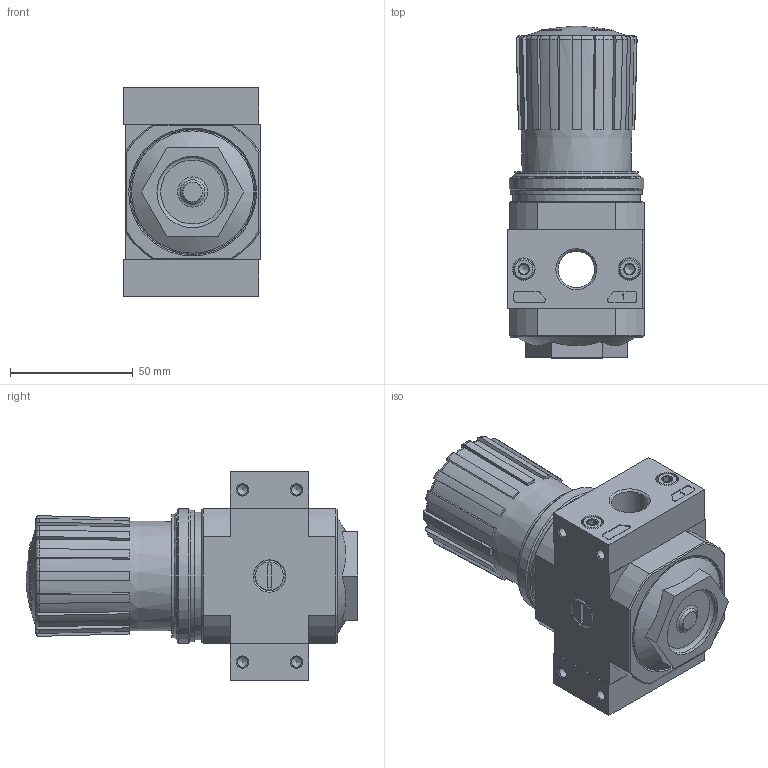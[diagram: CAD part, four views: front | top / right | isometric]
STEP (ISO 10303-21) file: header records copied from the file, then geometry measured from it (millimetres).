
FILE_DESCRIPTION(/* description */ ('STEP AP214'),/* implementation_level */ '2;1');
FILE_NAME(/* name */ '192321_LR-3_8-D-7-O-I-MIDI',/* time_stamp */ '2024-09-04T21:48:18+02:00',/* author */ ('License CC BY-ND 4.0'),/* organization */ ('CADENAS'),/* preprocessor_version */ 'ST-DEVELOPER v19.3',/* originating_system */ 'PARTsolutions',/* authorisation */ ' ');
FILE_SCHEMA (('AUTOMOTIVE_DESIGN {1 0 10303 214 3 1 1}'));
Length unit declared in the file: millimetre
Products named in the file (7): 192321 LR-3/8-D-7-O-I-MIDI-(0); 395469 LR-...-D-7-I-MIDI--(0); 398012 LRVS-D-MINI; 380299 PBL-3/8-D-MIDI-R---(0) p1; DIN-912 - M5x18(F); 380297 PBL-3/8-D-MIDI-L---(1) p1; 373846 LR-MIDI
Assembly tree (10 placements, depth 2):
  192321 LR-3/8-D-7-O-I-MIDI-(0)
    395469 LR-...-D-7-I-MIDI--(0)
    398012 LRVS-D-MINI
    380299 PBL-3/8-D-MIDI-R---(0) p1
    DIN-912 - M5x18(F)  x4
    380297 PBL-3/8-D-MIDI-L---(1) p1
    373846 LR-MIDI  x2
Bounding box: 55.5 x 135 x 85 mm (x, y, z)
Volume: 325317.7 mm3; surface area: 56297.4 mm2
Topology: 10 solids, 11 shells, 477 faces, 1119 edges, 700 vertices
Faces by surface type: plane 249, cone 108, cylinder 77, torus 38, sphere 5
Full cylindrical faces by diameter (mm): 4.134 x8, 5 x4, 6.3 x2, 8.5 x4, 9.6 x2, 11.2 x2, 11.445 x2, 13.157 x2, 14.95 x2, 16 x1, 24.9 x1, 26.4 x1, 29 x1, 29.7 x1, 30.8 x1, 39 x1, 50.16 x1, 50.376 x1, 52 x1, 53.5 x1, 54.8 x1
Entity records: 12772 total; most frequent: CARTESIAN_POINT 2407, DIRECTION 1817, ORIENTED_EDGE 1674, EDGE_CURVE 837, AXIS2_PLACEMENT_3D 749, VERTEX_POINT 589, FACE_BOUND 516, EDGE_LOOP 511
